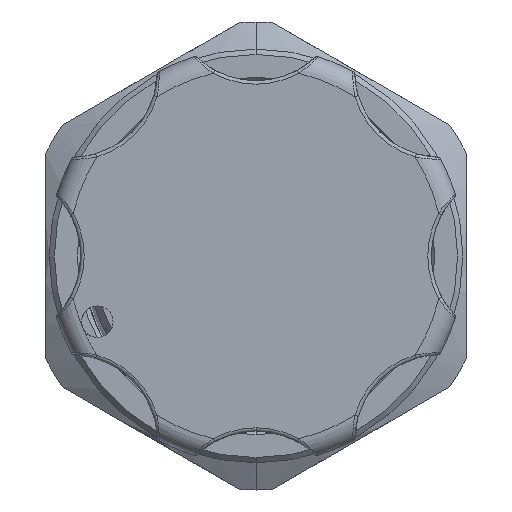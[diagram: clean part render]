
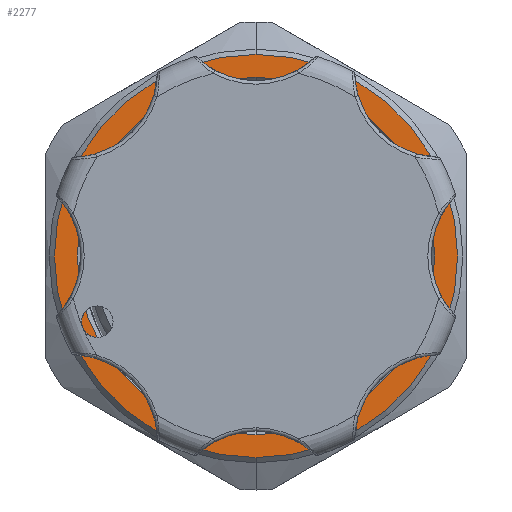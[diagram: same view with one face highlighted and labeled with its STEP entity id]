
A CAD part, left-side view. The second image highlights one B-rep face of the part: STEP entity #2277.
In plain terms, the highlighted planar face has unit normal (-1, 0, 0).
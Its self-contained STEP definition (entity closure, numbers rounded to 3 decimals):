
#47 = DIRECTION ( 'NONE',  ( 1., 0., 0. ) ) ;
#695 = AXIS2_PLACEMENT_3D ( 'NONE', #7360, #20806, #11452 ) ;
#1787 = DIRECTION ( 'NONE',  ( -1., 0., 0. ) ) ;
#2017 = PLANE ( 'NONE',  #22739 ) ;
#2277 = ADVANCED_FACE ( 'NONE', ( #3302, #15944 ), #2017, .F. ) ;
#3302 = FACE_OUTER_BOUND ( 'NONE', #5344, .T. ) ;
#3618 = CARTESIAN_POINT ( 'NONE',  ( 0., 0., -11.5 ) ) ;
#3890 = CARTESIAN_POINT ( 'NONE',  ( 0., 0., -10.2 ) ) ;
#4184 = DIRECTION ( 'NONE',  ( 0., 0., 1. ) ) ;
#5192 = VERTEX_POINT ( 'NONE', #17967 ) ;
#5344 = EDGE_LOOP ( 'NONE', ( #21538, #5737 ) ) ;
#5509 = EDGE_CURVE ( 'NONE', #21472, #18194, #11384, .T. ) ;
#5737 = ORIENTED_EDGE ( 'NONE', *, *, #6731, .T. ) ;
#5833 = ORIENTED_EDGE ( 'NONE', *, *, #5509, .F. ) ;
#6610 = DIRECTION ( 'NONE',  ( 0., 0., -1. ) ) ;
#6731 = EDGE_CURVE ( 'NONE', #5192, #22061, #7154, .T. ) ;
#7154 = CIRCLE ( 'NONE', #695, 11.5 ) ;
#7360 = CARTESIAN_POINT ( 'NONE',  ( 0., 0., 0. ) ) ;
#10793 = EDGE_CURVE ( 'NONE', #18194, #21472, #16949, .T. ) ;
#10859 = DIRECTION ( 'NONE',  ( 0., 0., 1. ) ) ;
#10946 = CARTESIAN_POINT ( 'NONE',  ( 0., 0., 0. ) ) ;
#11384 = CIRCLE ( 'NONE', #21001, 10.2 ) ;
#11452 = DIRECTION ( 'NONE',  ( 0., 0., -1. ) ) ;
#11744 = CARTESIAN_POINT ( 'NONE',  ( 0., 0., 0. ) ) ;
#12473 = ORIENTED_EDGE ( 'NONE', *, *, #10793, .F. ) ;
#12715 = DIRECTION ( 'NONE',  ( -1., 0., 0. ) ) ;
#13829 = CIRCLE ( 'NONE', #17351, 11.5 ) ;
#15944 = FACE_BOUND ( 'NONE', #19360, .T. ) ;
#16949 = CIRCLE ( 'NONE', #19441, 10.2 ) ;
#17351 = AXIS2_PLACEMENT_3D ( 'NONE', #18936, #1787, #24645 ) ;
#17374 = CARTESIAN_POINT ( 'NONE',  ( 0., -12., 6.928 ) ) ;
#17967 = CARTESIAN_POINT ( 'NONE',  ( 0., 0., 11.5 ) ) ;
#18194 = VERTEX_POINT ( 'NONE', #18907 ) ;
#18907 = CARTESIAN_POINT ( 'NONE',  ( 0., 0., 10.2 ) ) ;
#18936 = CARTESIAN_POINT ( 'NONE',  ( 0., 0., 0. ) ) ;
#19360 = EDGE_LOOP ( 'NONE', ( #12473, #5833 ) ) ;
#19441 = AXIS2_PLACEMENT_3D ( 'NONE', #10946, #12715, #10859 ) ;
#20806 = DIRECTION ( 'NONE',  ( -1., 0., 0. ) ) ;
#21001 = AXIS2_PLACEMENT_3D ( 'NONE', #11744, #21598, #4184 ) ;
#21472 = VERTEX_POINT ( 'NONE', #3890 ) ;
#21538 = ORIENTED_EDGE ( 'NONE', *, *, #23819, .T. ) ;
#21598 = DIRECTION ( 'NONE',  ( -1., 0., 0. ) ) ;
#22061 = VERTEX_POINT ( 'NONE', #3618 ) ;
#22739 = AXIS2_PLACEMENT_3D ( 'NONE', #17374, #47, #6610 ) ;
#23819 = EDGE_CURVE ( 'NONE', #22061, #5192, #13829, .T. ) ;
#24645 = DIRECTION ( 'NONE',  ( 0., 0., -1. ) ) ;
